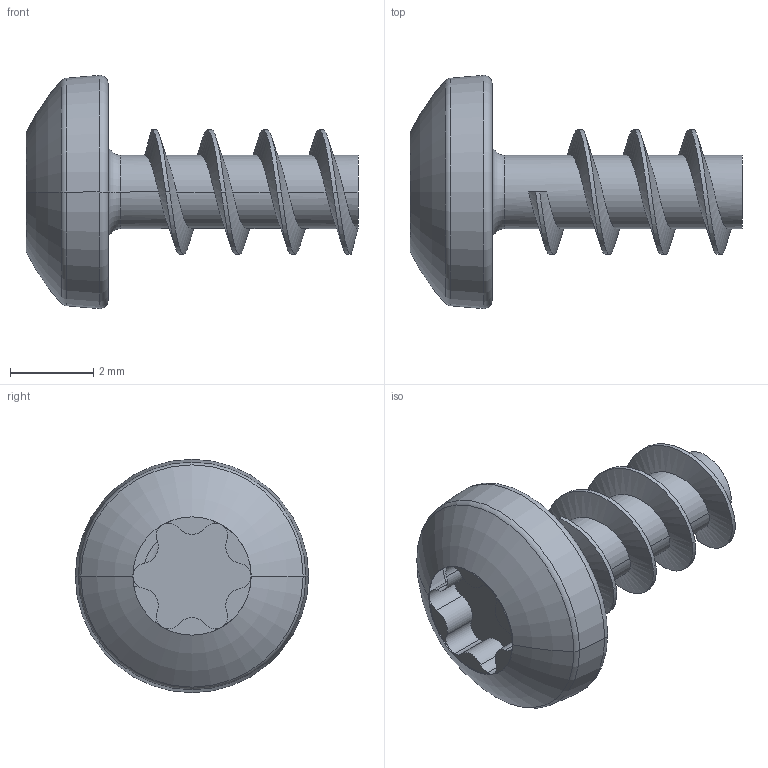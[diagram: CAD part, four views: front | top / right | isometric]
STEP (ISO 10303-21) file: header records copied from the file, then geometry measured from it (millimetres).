
FILE_DESCRIPTION (( 'STEP AP214' ), '1' );
FILE_NAME ('TR Fastenings Ltd-3mmX6mm.STEP', '2019-09-10T07:20:17', ( '' ), ( '' ), 'SwSTEP 2.0', 'SolidWorks 2019', '' );
FILE_SCHEMA (( 'AUTOMOTIVE_DESIGN' ));
Length unit declared in the file: millimetre
Products named in the file (1): TR Fastenings Ltd-3mmX6mm
Bounding box: 7.97 x 5.6 x 5.6 mm (x, y, z)
Volume: 53.9 mm3; surface area: 139.3 mm2
Topology: 1 solids, 1 shells, 57 faces, 146 edges, 92 vertices
Faces by surface type: cylinder 34, plane 11, torus 8, cone 2, bspline 2
Entity records: 2091 total; most frequent: CARTESIAN_POINT 714, DIRECTION 297, ORIENTED_EDGE 292, EDGE_CURVE 146, AXIS2_PLACEMENT_3D 127, VERTEX_POINT 92, CIRCLE 71, EDGE_LOOP 58
